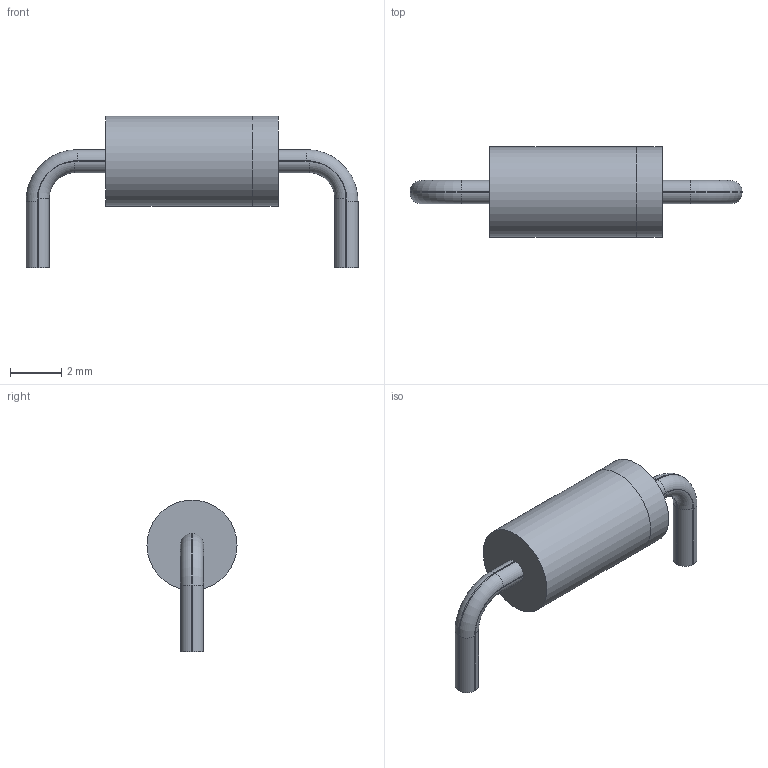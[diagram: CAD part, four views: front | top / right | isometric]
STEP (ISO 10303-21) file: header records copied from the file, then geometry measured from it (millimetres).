
FILE_DESCRIPTION(('FreeCAD Model'),'2;1');
FILE_NAME('Open CASCADE Shape Model','2022-09-26T16:09:38',('Author'),( ''),'Open CASCADE STEP processor 7.6','FreeCAD','Unknown');
FILE_SCHEMA(('AUTOMOTIVE_DESIGN { 1 0 10303 214 1 1 1 1 }'));
Length unit declared in the file: millimetre
Products named in the file (1): DO-15
Bounding box: 12.9 x 3.5 x 5.9 mm (x, y, z)
Volume: 72.4 mm3; surface area: 127.9 mm2
Topology: 1 solids, 1 shells, 46 faces, 109 edges, 67 vertices
Faces by surface type: cylinder 22, plane 16, torus 8
Full cylindrical faces by diameter (mm): 3.5 x2
Entity records: 3051 total; most frequent: CARTESIAN_POINT 582, DIRECTION 391, ORIENTED_EDGE 218, PCURVE 218, DEFINITIONAL_REPRESENTATION 218, LINE 181, VECTOR 181, EDGE_CURVE 109
